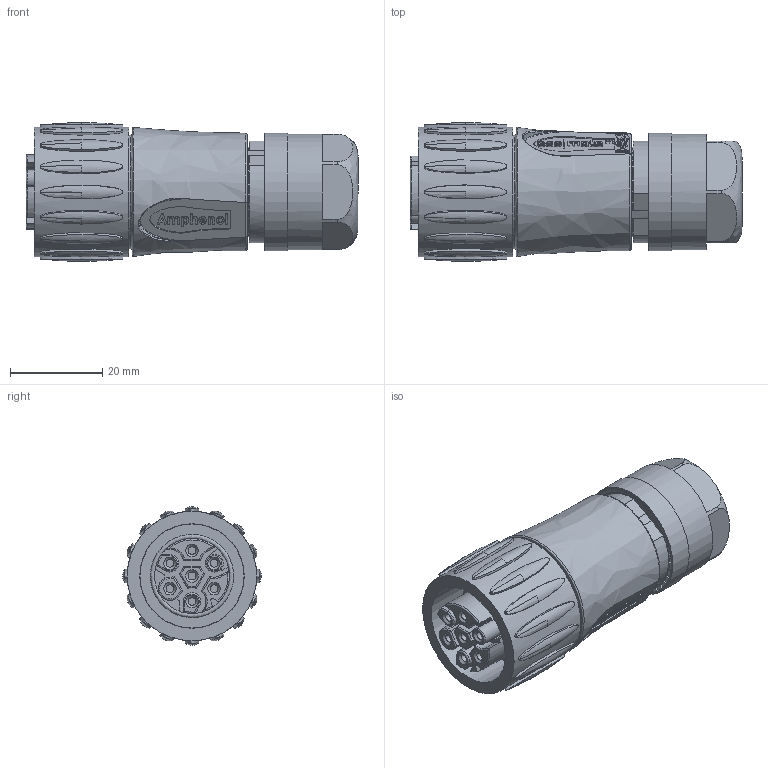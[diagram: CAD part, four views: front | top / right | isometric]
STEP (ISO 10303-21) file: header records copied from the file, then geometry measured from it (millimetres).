
FILE_DESCRIPTION(/* description */ (''),/* implementation_level */ '2;1');
FILE_NAME(/* name */ 'c016 10d003 806 12nxc001-01.stp',/* time_stamp */ '2019-06-12T15:33:28+02:00',/* author */ (''),/* organization */ (''),/* preprocessor_version */ 'ST-DEVELOPER v16.7',/* originating_system */ 'SIEMENS PLM Software NX 12.0',/* authorisation */ '');
FILE_SCHEMA (('AUTOMOTIVE_DESIGN { 1 0 10303 214 3 1 1 1 }'));
Length unit declared in the file: millimetre
Products named in the file (1): c016 10d003 806 12nxc001-01
Bounding box: 71.8 x 30 x 30 mm (x, y, z)
Volume: 34657.4 mm3; surface area: 9846 mm2
Topology: 1 solids, 2 shells, 822 faces, 2146 edges, 1367 vertices
Faces by surface type: plane 505, cylinder 192, bspline 86, extrusion 20, torus 11, cone 8
Full cylindrical faces by diameter (mm): 1.7 x7, 2.75 x1, 9 x1, 14.5 x1, 17 x1, 19.5 x1, 22.5 x1, 22.6 x1, 23 x1, 24.5 x1, 25 x1, 25.5 x1, 28 x1
Entity records: 36464 total; most frequent: CARTESIAN_POINT 11530, ORIENTED_EDGE 4094, DIRECTION 3710, EDGE_CURVE 2047, VECTOR 1386, LINE 1366, VERTEX_POINT 1354, AXIS2_PLACEMENT_3D 1162
